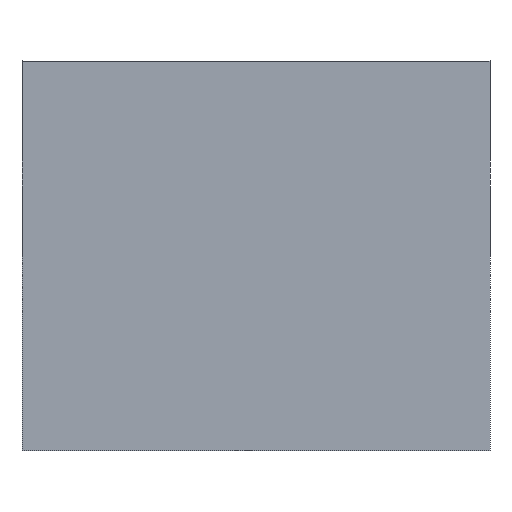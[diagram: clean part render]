
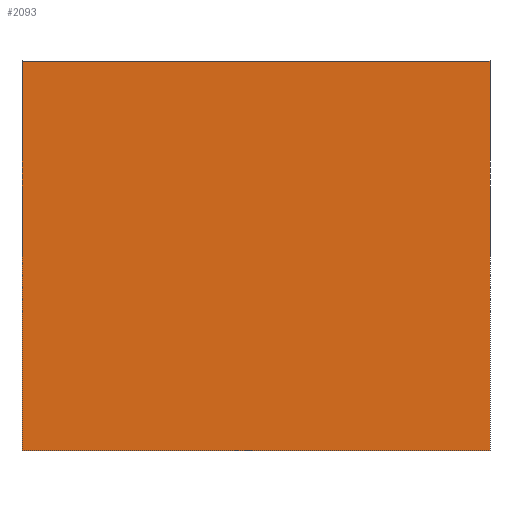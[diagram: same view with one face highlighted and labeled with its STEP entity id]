
A CAD part, front view. The second image highlights one B-rep face of the part: STEP entity #2093.
In plain terms, the highlighted planar face has unit normal (0, -1, 0).
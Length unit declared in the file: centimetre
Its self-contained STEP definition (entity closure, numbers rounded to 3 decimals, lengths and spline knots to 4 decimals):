
#123 = DIRECTION ( 'NONE',  ( 0., 0., 1. ) ) ;
#235 = VERTEX_POINT ( 'NONE', #2613 ) ;
#250 = VECTOR ( 'NONE', #1910, 100. ) ;
#421 = EDGE_LOOP ( 'NONE', ( #2371, #2592, #2125, #1543 ) ) ;
#513 = DIRECTION ( 'NONE',  ( 1., 0., 0. ) ) ;
#679 = AXIS2_PLACEMENT_3D ( 'NONE', #1573, #2497, #123 ) ;
#711 = CARTESIAN_POINT ( 'NONE',  ( -30., 0., -25. ) ) ;
#784 = CARTESIAN_POINT ( 'NONE',  ( -30., 0., -25. ) ) ;
#813 = VERTEX_POINT ( 'NONE', #2681 ) ;
#911 = CARTESIAN_POINT ( 'NONE',  ( 30., 0., 25. ) ) ;
#982 = PLANE ( 'NONE',  #679 ) ;
#1035 = VERTEX_POINT ( 'NONE', #911 ) ;
#1146 = EDGE_CURVE ( 'NONE', #235, #1035, #1410, .T. ) ;
#1180 = CARTESIAN_POINT ( 'NONE',  ( -30., 0., -25. ) ) ;
#1198 = DIRECTION ( 'NONE',  ( -1., 0., 0. ) ) ;
#1275 = EDGE_CURVE ( 'NONE', #1035, #813, #1397, .T. ) ;
#1364 = LINE ( 'NONE', #1180, #2333 ) ;
#1397 = LINE ( 'NONE', #2096, #1437 ) ;
#1410 = LINE ( 'NONE', #2589, #2357 ) ;
#1437 = VECTOR ( 'NONE', #1438, 100. ) ;
#1438 = DIRECTION ( 'NONE',  ( 0., 0., -1. ) ) ;
#1460 = FACE_OUTER_BOUND ( 'NONE', #421, .T. ) ;
#1543 = ORIENTED_EDGE ( 'NONE', *, *, #2960, .F. ) ;
#1573 = CARTESIAN_POINT ( 'NONE',  ( 0., 0., 0. ) ) ;
#1910 = DIRECTION ( 'NONE',  ( 0., 0., 1. ) ) ;
#1999 = EDGE_CURVE ( 'NONE', #2606, #235, #2877, .T. ) ;
#2093 = ADVANCED_FACE ( 'NONE', ( #1460 ), #982, .F. ) ;
#2096 = CARTESIAN_POINT ( 'NONE',  ( 30., 0., -25. ) ) ;
#2125 = ORIENTED_EDGE ( 'NONE', *, *, #1999, .F. ) ;
#2333 = VECTOR ( 'NONE', #1198, 100. ) ;
#2357 = VECTOR ( 'NONE', #513, 100. ) ;
#2371 = ORIENTED_EDGE ( 'NONE', *, *, #1275, .F. ) ;
#2497 = DIRECTION ( 'NONE',  ( 0., 1., 0. ) ) ;
#2589 = CARTESIAN_POINT ( 'NONE',  ( -30., 0., 25. ) ) ;
#2592 = ORIENTED_EDGE ( 'NONE', *, *, #1146, .F. ) ;
#2606 = VERTEX_POINT ( 'NONE', #711 ) ;
#2613 = CARTESIAN_POINT ( 'NONE',  ( -30., 0., 25. ) ) ;
#2681 = CARTESIAN_POINT ( 'NONE',  ( 30., 0., -25. ) ) ;
#2877 = LINE ( 'NONE', #784, #250 ) ;
#2960 = EDGE_CURVE ( 'NONE', #813, #2606, #1364, .T. ) ;
